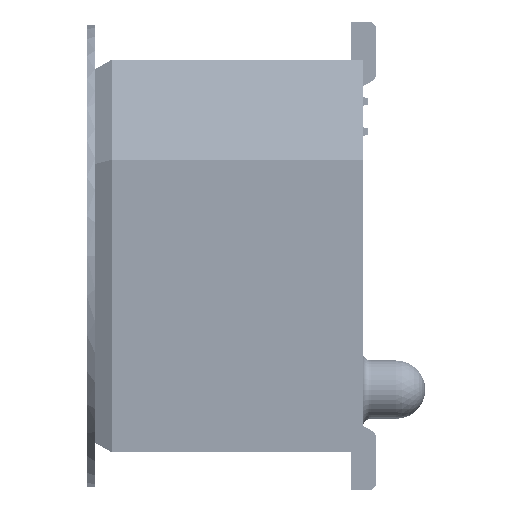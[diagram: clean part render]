
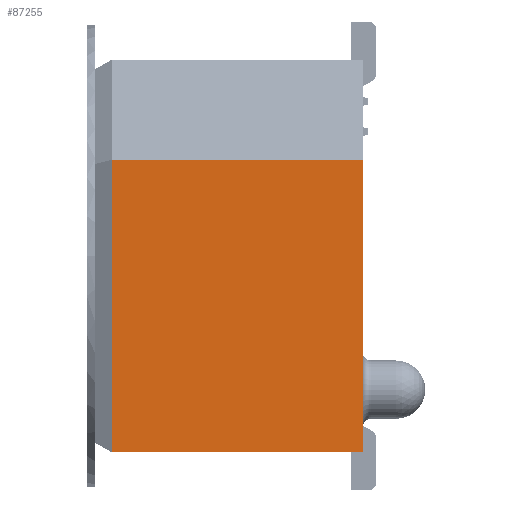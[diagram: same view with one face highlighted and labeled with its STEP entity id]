
A CAD part, left-side view. The second image highlights one B-rep face of the part: STEP entity #87255.
In plain terms, the highlighted planar face has unit normal (-1, 0, 0).
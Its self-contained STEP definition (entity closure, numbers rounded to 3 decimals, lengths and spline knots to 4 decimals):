
#7672 = ORIENTED_EDGE ( 'NONE', *, *, #269274, .T. ) ;
#36900 = ORIENTED_EDGE ( 'NONE', *, *, #138877, .T. ) ;
#50833 = VECTOR ( 'NONE', #143246, 1000. ) ;
#54951 = EDGE_CURVE ( 'NONE', #232845, #172783, #163840, .T. ) ;
#59084 = EDGE_CURVE ( 'NONE', #172783, #112498, #178815, .T. ) ;
#61154 = DIRECTION ( 'NONE',  ( 0., 0., -1. ) ) ;
#78536 = ORIENTED_EDGE ( 'NONE', *, *, #59084, .F. ) ;
#79885 = PLANE ( 'NONE',  #261577 ) ;
#87255 = ADVANCED_FACE ( 'NONE', ( #225163 ), #79885, .T. ) ;
#101902 = DIRECTION ( 'NONE',  ( -1., 0., 0. ) ) ;
#105283 = VECTOR ( 'NONE', #233085, 1000. ) ;
#112498 = VERTEX_POINT ( 'NONE', #240604 ) ;
#138877 = EDGE_CURVE ( 'NONE', #193121, #112498, #225109, .T. ) ;
#140548 = CARTESIAN_POINT ( 'NONE',  ( -17.5031, -2.032, -2.9845 ) ) ;
#143246 = DIRECTION ( 'NONE',  ( 0., 1., 0. ) ) ;
#153981 = LINE ( 'NONE', #252785, #50833 ) ;
#162714 = DIRECTION ( 'NONE',  ( 0., 1., 0. ) ) ;
#163840 = LINE ( 'NONE', #210914, #105283 ) ;
#170782 = CARTESIAN_POINT ( 'NONE',  ( -17.5031, 1.778, -2.9845 ) ) ;
#172783 = VERTEX_POINT ( 'NONE', #177090 ) ;
#177090 = CARTESIAN_POINT ( 'NONE',  ( -17.5031, -2.032, -2.9845 ) ) ;
#178815 = LINE ( 'NONE', #140548, #223415 ) ;
#193121 = VERTEX_POINT ( 'NONE', #216523 ) ;
#210914 = CARTESIAN_POINT ( 'NONE',  ( -17.5031, -2.032, 2.9845 ) ) ;
#216523 = CARTESIAN_POINT ( 'NONE',  ( -17.5031, 1.778, 1.4605 ) ) ;
#223415 = VECTOR ( 'NONE', #162714, 1000. ) ;
#225109 = LINE ( 'NONE', #170782, #276670 ) ;
#225163 = FACE_OUTER_BOUND ( 'NONE', #253914, .T. ) ;
#232845 = VERTEX_POINT ( 'NONE', #280948 ) ;
#233085 = DIRECTION ( 'NONE',  ( 0., 0., -1. ) ) ;
#233594 = CARTESIAN_POINT ( 'NONE',  ( -17.5031, -2.032, 2.9845 ) ) ;
#240604 = CARTESIAN_POINT ( 'NONE',  ( -17.5031, 1.778, -2.9845 ) ) ;
#252785 = CARTESIAN_POINT ( 'NONE',  ( -17.5031, -2.032, 1.4605 ) ) ;
#253914 = EDGE_LOOP ( 'NONE', ( #7672, #36900, #78536, #256395 ) ) ;
#255589 = DIRECTION ( 'NONE',  ( 0., 0., 1. ) ) ;
#256395 = ORIENTED_EDGE ( 'NONE', *, *, #54951, .F. ) ;
#261577 = AXIS2_PLACEMENT_3D ( 'NONE', #233594, #101902, #255589 ) ;
#269274 = EDGE_CURVE ( 'NONE', #232845, #193121, #153981, .T. ) ;
#276670 = VECTOR ( 'NONE', #61154, 1000. ) ;
#280948 = CARTESIAN_POINT ( 'NONE',  ( -17.5031, -2.032, 1.4605 ) ) ;
